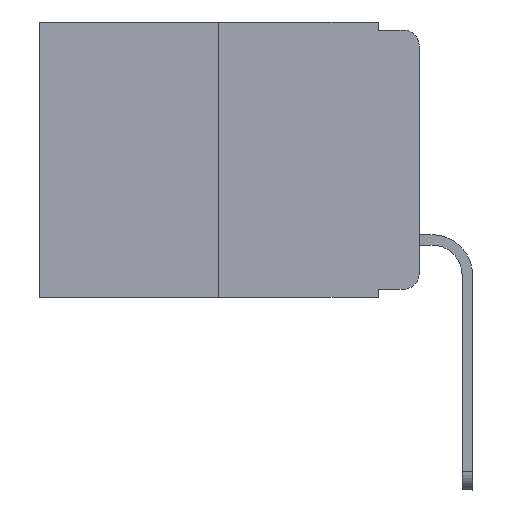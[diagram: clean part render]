
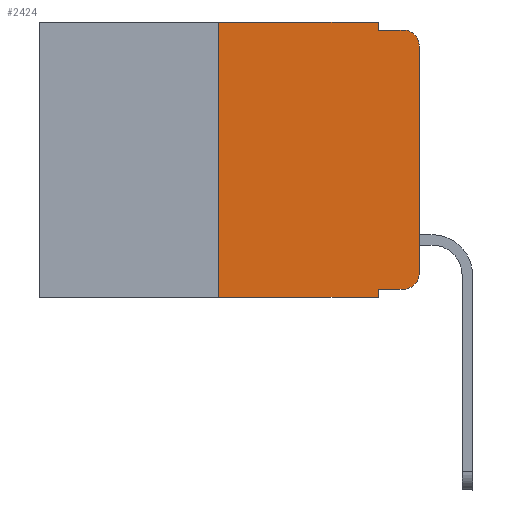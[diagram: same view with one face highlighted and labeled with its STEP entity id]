
A CAD part, left-side view. The second image highlights one B-rep face of the part: STEP entity #2424.
In plain terms, the highlighted planar face has unit normal (-1, 0, 0).
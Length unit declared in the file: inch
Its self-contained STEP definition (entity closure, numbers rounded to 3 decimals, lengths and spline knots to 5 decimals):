
#807 = VERTEX_POINT ( 'NONE', #15161 ) ;
#818 = LINE ( 'NONE', #18220, #8887 ) ;
#2207 = CARTESIAN_POINT ( 'NONE',  ( 0., 0.051, 0. ) ) ;
#2386 = DIRECTION ( 'NONE',  ( 0., 0., 1. ) ) ;
#2424 = ADVANCED_FACE ( 'NONE', ( #14914 ), #19705, .F. ) ;
#2643 = CARTESIAN_POINT ( 'NONE',  ( 0., 0.25, -0.343 ) ) ;
#2735 = EDGE_CURVE ( 'NONE', #12541, #21503, #11098, .T. ) ;
#2865 = CARTESIAN_POINT ( 'NONE',  ( 0., 0.051, -0.343 ) ) ;
#3599 = CARTESIAN_POINT ( 'NONE',  ( 0., 0.051, -0.333 ) ) ;
#3896 = ORIENTED_EDGE ( 'NONE', *, *, #8965, .F. ) ;
#4014 = CARTESIAN_POINT ( 'NONE',  ( 0., 0.473, 0. ) ) ;
#4549 = CARTESIAN_POINT ( 'NONE',  ( 0., 0.051, 0. ) ) ;
#4688 = DIRECTION ( 'NONE',  ( -1., 0., 0. ) ) ;
#4766 = ORIENTED_EDGE ( 'NONE', *, *, #9221, .F. ) ;
#5193 = CIRCLE ( 'NONE', #6667, 0.02 ) ;
#5240 = EDGE_CURVE ( 'NONE', #807, #14554, #16556, .T. ) ;
#5284 = CARTESIAN_POINT ( 'NONE',  ( 0., 0.051, 0. ) ) ;
#5297 = CARTESIAN_POINT ( 'NONE',  ( 0., 0.051, -0.333 ) ) ;
#5599 = CARTESIAN_POINT ( 'NONE',  ( 0., 0.473, -0.343 ) ) ;
#5654 = VECTOR ( 'NONE', #19399, 39.37008 ) ;
#5992 = DIRECTION ( 'NONE',  ( 0., -1., 0. ) ) ;
#6667 = AXIS2_PLACEMENT_3D ( 'NONE', #15469, #4688, #11794 ) ;
#7067 = EDGE_CURVE ( 'NONE', #14866, #12915, #5193, .T. ) ;
#7616 = VERTEX_POINT ( 'NONE', #20969 ) ;
#8152 = EDGE_CURVE ( 'NONE', #12541, #7616, #11120, .T. ) ;
#8540 = CARTESIAN_POINT ( 'NONE',  ( 0., 0.051, -0.01 ) ) ;
#8629 = VECTOR ( 'NONE', #20615, 39.37008 ) ;
#8887 = VECTOR ( 'NONE', #5992, 39.37008 ) ;
#8965 = EDGE_CURVE ( 'NONE', #14783, #12915, #818, .T. ) ;
#9006 = LINE ( 'NONE', #3599, #5654 ) ;
#9160 = DIRECTION ( 'NONE',  ( 0., -1., 0. ) ) ;
#9221 = EDGE_CURVE ( 'NONE', #20980, #14783, #11951, .T. ) ;
#9421 = DIRECTION ( 'NONE',  ( 1., 0., 0. ) ) ;
#9725 = LINE ( 'NONE', #4549, #16175 ) ;
#10000 = ORIENTED_EDGE ( 'NONE', *, *, #19505, .T. ) ;
#10031 = EDGE_CURVE ( 'NONE', #22549, #21503, #9725, .T. ) ;
#10928 = ORIENTED_EDGE ( 'NONE', *, *, #5240, .T. ) ;
#11098 = LINE ( 'NONE', #5599, #12533 ) ;
#11120 = LINE ( 'NONE', #17973, #17253 ) ;
#11184 = CARTESIAN_POINT ( 'NONE',  ( 0., 0.473, 0. ) ) ;
#11241 = DIRECTION ( 'NONE',  ( 0., 0., -1. ) ) ;
#11555 = DIRECTION ( 'NONE',  ( 0., 0., -1. ) ) ;
#11794 = DIRECTION ( 'NONE',  ( 0., 0., -1. ) ) ;
#11951 = LINE ( 'NONE', #5284, #20563 ) ;
#12051 = LINE ( 'NONE', #15379, #8629 ) ;
#12084 = EDGE_CURVE ( 'NONE', #7616, #20980, #22015, .T. ) ;
#12533 = VECTOR ( 'NONE', #9160, 39.37008 ) ;
#12541 = VERTEX_POINT ( 'NONE', #2643 ) ;
#12915 = VERTEX_POINT ( 'NONE', #13397 ) ;
#13354 = VECTOR ( 'NONE', #18149, 39.37008 ) ;
#13397 = CARTESIAN_POINT ( 'NONE',  ( 0., 0.02, -0.01 ) ) ;
#14185 = ORIENTED_EDGE ( 'NONE', *, *, #12084, .F. ) ;
#14554 = VERTEX_POINT ( 'NONE', #14734 ) ;
#14734 = CARTESIAN_POINT ( 'NONE',  ( 0., 0., -0.313 ) ) ;
#14783 = VERTEX_POINT ( 'NONE', #8540 ) ;
#14866 = VERTEX_POINT ( 'NONE', #15419 ) ;
#14914 = FACE_OUTER_BOUND ( 'NONE', #18210, .T. ) ;
#15103 = ORIENTED_EDGE ( 'NONE', *, *, #7067, .T. ) ;
#15161 = CARTESIAN_POINT ( 'NONE',  ( 0., 0.02, -0.333 ) ) ;
#15379 = CARTESIAN_POINT ( 'NONE',  ( 0., 0., 0. ) ) ;
#15419 = CARTESIAN_POINT ( 'NONE',  ( 0., 0., -0.03 ) ) ;
#15469 = CARTESIAN_POINT ( 'NONE',  ( 0., 0.02, -0.03 ) ) ;
#16175 = VECTOR ( 'NONE', #11555, 39.37008 ) ;
#16556 = CIRCLE ( 'NONE', #17238, 0.02 ) ;
#16882 = AXIS2_PLACEMENT_3D ( 'NONE', #4014, #9421, #11241 ) ;
#17221 = ORIENTED_EDGE ( 'NONE', *, *, #10031, .F. ) ;
#17238 = AXIS2_PLACEMENT_3D ( 'NONE', #20246, #17995, #17886 ) ;
#17253 = VECTOR ( 'NONE', #2386, 39.37008 ) ;
#17625 = EDGE_CURVE ( 'NONE', #14554, #14866, #12051, .T. ) ;
#17886 = DIRECTION ( 'NONE',  ( 0., 0., -1. ) ) ;
#17973 = CARTESIAN_POINT ( 'NONE',  ( 0., 0.25, 0. ) ) ;
#17995 = DIRECTION ( 'NONE',  ( -1., 0., 0. ) ) ;
#18149 = DIRECTION ( 'NONE',  ( 0., -1., 0. ) ) ;
#18210 = EDGE_LOOP ( 'NONE', ( #20936, #15103, #3896, #4766, #14185, #21335, #20291, #17221, #10000, #10928 ) ) ;
#18220 = CARTESIAN_POINT ( 'NONE',  ( 0., 0.051, -0.01 ) ) ;
#19259 = DIRECTION ( 'NONE',  ( 0., 0., -1. ) ) ;
#19399 = DIRECTION ( 'NONE',  ( 0., -1., 0. ) ) ;
#19505 = EDGE_CURVE ( 'NONE', #22549, #807, #9006, .T. ) ;
#19705 = PLANE ( 'NONE',  #16882 ) ;
#20246 = CARTESIAN_POINT ( 'NONE',  ( 0., 0.02, -0.313 ) ) ;
#20291 = ORIENTED_EDGE ( 'NONE', *, *, #2735, .T. ) ;
#20563 = VECTOR ( 'NONE', #19259, 39.37008 ) ;
#20615 = DIRECTION ( 'NONE',  ( 0., 0., 1. ) ) ;
#20936 = ORIENTED_EDGE ( 'NONE', *, *, #17625, .T. ) ;
#20969 = CARTESIAN_POINT ( 'NONE',  ( 0., 0.25, 0. ) ) ;
#20980 = VERTEX_POINT ( 'NONE', #2207 ) ;
#21335 = ORIENTED_EDGE ( 'NONE', *, *, #8152, .F. ) ;
#21503 = VERTEX_POINT ( 'NONE', #2865 ) ;
#22015 = LINE ( 'NONE', #11184, #13354 ) ;
#22549 = VERTEX_POINT ( 'NONE', #5297 ) ;
